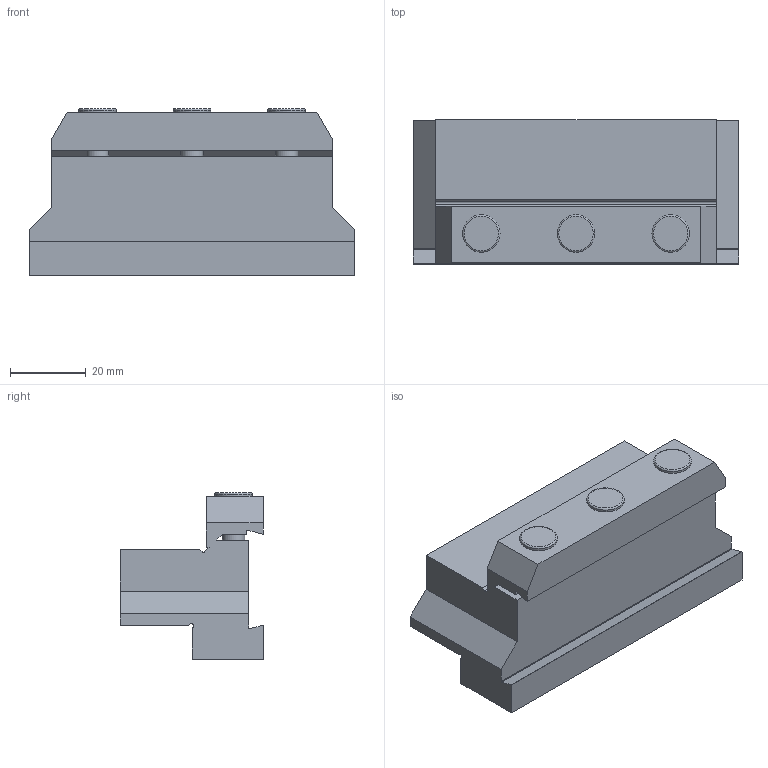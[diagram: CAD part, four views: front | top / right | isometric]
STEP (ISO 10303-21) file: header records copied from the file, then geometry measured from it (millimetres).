
FILE_DESCRIPTION(/* description */ (''),/* implementation_level */ '2;1');
FILE_NAME(/* name */ 'ALBU_LIGHT_STEP.stp',/* time_stamp */ '2024-01-02T09:41:52+03:00',/* author */ (''),/* organization */ (''),/* preprocessor_version */ 'ST-DEVELOPER v19.4',/* originating_system */ 'SIEMENS PLM Software NX2306.3001',/* authorisation */ '');
FILE_SCHEMA (('AUTOMOTIVE_DESIGN { 1 0 10303 214 3 1 1 1 }'));
Length unit declared in the file: millimetre
Products named in the file (1): ALBU_LIGHT_STEP_objects
Bounding box: 86 x 38 x 44 mm (x, y, z)
Volume: 80493.2 mm3; surface area: 17047.4 mm2
Topology: 1 solids, 1 shells, 47 faces, 126 edges, 84 vertices
Faces by surface type: plane 34, cylinder 10, torus 3
Full cylindrical faces by diameter (mm): 5.9 x3, 9.9 x3
Entity records: 1434 total; most frequent: CARTESIAN_POINT 243, DIRECTION 233, ORIENTED_EDGE 228, EDGE_CURVE 114, LINE 91, VECTOR 91, VERTEX_POINT 81, AXIS2_PLACEMENT_3D 71
